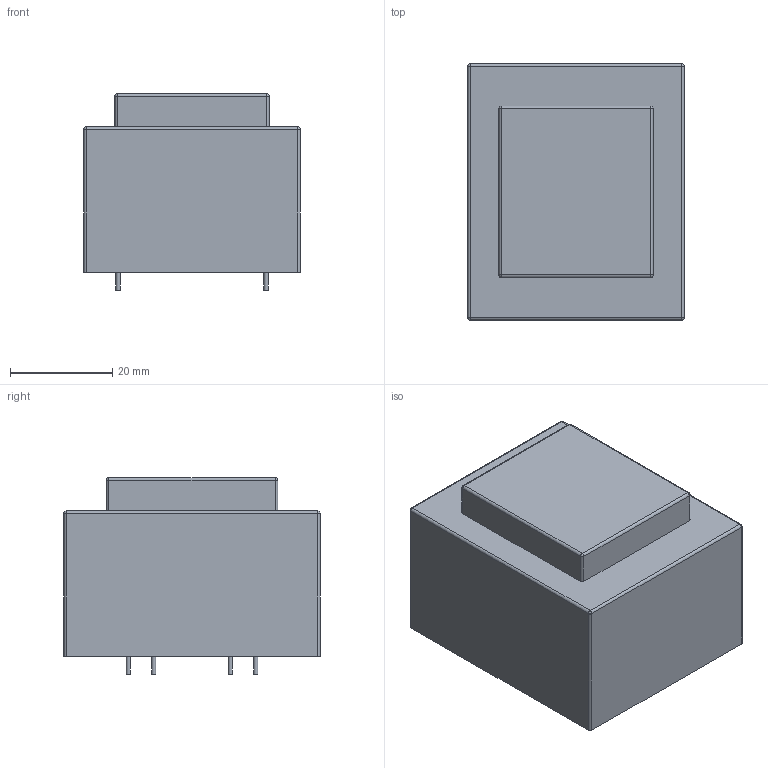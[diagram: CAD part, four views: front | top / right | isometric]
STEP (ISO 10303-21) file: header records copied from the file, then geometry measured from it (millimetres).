
FILE_DESCRIPTION(('FreeCAD Model'),'2;1');
FILE_NAME('Transformer_Indel_TSZZ_12VA_Dual_Secondary.step','2021-02-10T20:42:50',( 'kicad StepUp'),('ksu MCAD'),'Open CASCADE STEP processor 7.3', 'FreeCAD','Unknown');
FILE_SCHEMA(('AUTOMOTIVE_DESIGN { 1 0 10303 214 1 1 1 1 }'));
Length unit declared in the file: millimetre
Products named in the file (1): Transformer_Indel_TSZZ_12VA_Dual_Secondary
Bounding box: 42.4 x 50.2 x 38.5 mm (x, y, z)
Volume: 67243.8 mm3; surface area: 10319.9 mm2
Topology: 1 solids, 1 shells, 47 faces, 98 edges, 52 vertices
Faces by surface type: cylinder 22, plane 17, sphere 8
Full cylindrical faces by diameter (mm): 0.8 x6
Entity records: 1518 total; most frequent: DIRECTION 230, CARTESIAN_POINT 190, ORIENTED_EDGE 180, AXIS2_PLACEMENT_3D 92, EDGE_CURVE 90, FACE_BOUND 54, EDGE_LOOP 54, VERTEX_POINT 52
